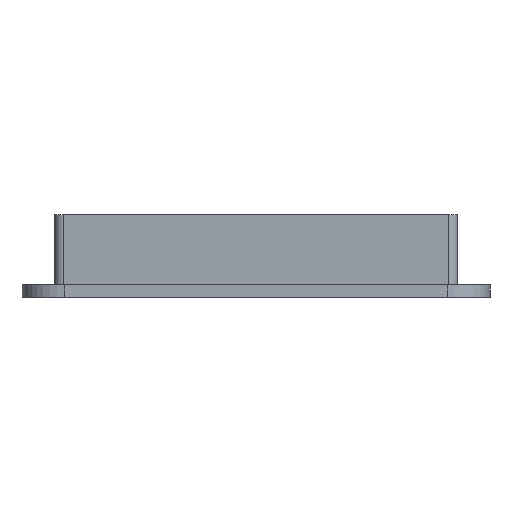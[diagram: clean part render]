
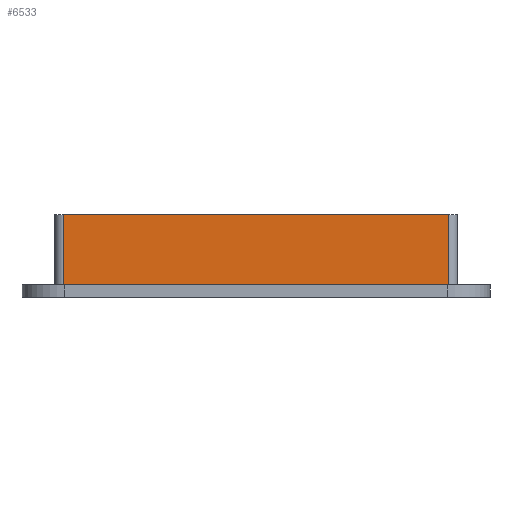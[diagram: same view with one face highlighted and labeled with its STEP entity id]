
A CAD part, front view. The second image highlights one B-rep face of the part: STEP entity #6533.
In plain terms, the highlighted planar face has unit normal (0, -1, 0).
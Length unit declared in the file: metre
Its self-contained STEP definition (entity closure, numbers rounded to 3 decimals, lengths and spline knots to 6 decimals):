
#651=LINE('',#10609,#1308);
#811=LINE('',#11046,#1468);
#815=LINE('',#11062,#1472);
#816=LINE('',#11063,#1473);
#1308=VECTOR('',#8666,1.);
#1468=VECTOR('',#9086,1.);
#1472=VECTOR('',#9106,1.);
#1473=VECTOR('',#9107,1.);
#3338=ORIENTED_EDGE('',*,*,#4322,.T.);
#3339=ORIENTED_EDGE('',*,*,#4331,.T.);
#3340=ORIENTED_EDGE('',*,*,#4105,.T.);
#3341=ORIENTED_EDGE('',*,*,#4332,.T.);
#4105=EDGE_CURVE('',#4824,#4823,#651,.T.);
#4322=EDGE_CURVE('',#4971,#4970,#811,.T.);
#4331=EDGE_CURVE('',#4970,#4824,#815,.T.);
#4332=EDGE_CURVE('',#4823,#4971,#816,.F.);
#4823=VERTEX_POINT('',#10608);
#4824=VERTEX_POINT('',#10610);
#4970=VERTEX_POINT('',#11045);
#4971=VERTEX_POINT('',#11047);
#5626=EDGE_LOOP('',(#3338,#3339,#3340,#3341));
#5997=FACE_BOUND('',#5626,.T.);
#6200=PLANE('',#7193);
#6533=ADVANCED_FACE('',(#5997),#6200,.T.);
#7193=AXIS2_PLACEMENT_3D('',#11061,#9104,#9105);
#8666=DIRECTION('',(1.,0.,0.));
#9086=DIRECTION('',(-1.,0.,0.));
#9104=DIRECTION('',(0.,-1.,0.));
#9105=DIRECTION('',(1.,0.,0.));
#9106=DIRECTION('',(0.,0.,-1.));
#9107=DIRECTION('',(0.,0.,-1.));
#10608=CARTESIAN_POINT('',(0.04525,-0.06815,0.013));
#10609=CARTESIAN_POINT('',(0.,-0.06815,0.013));
#10610=CARTESIAN_POINT('',(-0.04525,-0.06815,0.013));
#11045=CARTESIAN_POINT('',(-0.04525,-0.06815,0.0295));
#11046=CARTESIAN_POINT('',(0.,-0.06815,0.0295));
#11047=CARTESIAN_POINT('',(0.04525,-0.06815,0.0295));
#11061=CARTESIAN_POINT('',(0.,-0.06815,0.0295));
#11062=CARTESIAN_POINT('',(-0.04525,-0.06815,0.013));
#11063=CARTESIAN_POINT('',(0.04525,-0.06815,0.0295));
